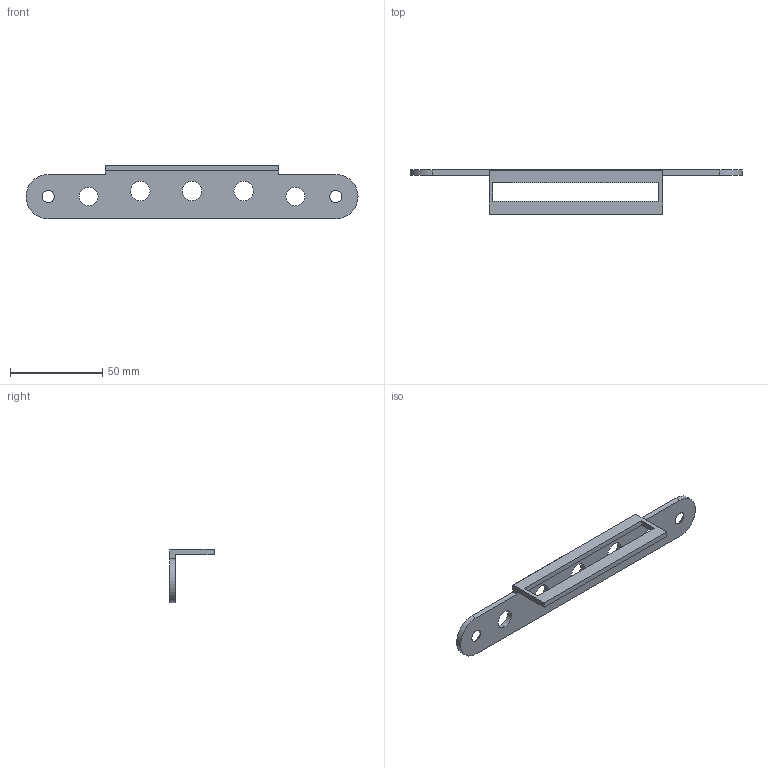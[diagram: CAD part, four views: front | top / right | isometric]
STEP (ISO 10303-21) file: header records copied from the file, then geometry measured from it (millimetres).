
FILE_DESCRIPTION (( 'STEP AP214' ), '1' );
FILE_NAME ('OBX-3196-ee_D043-28538.STEP', '2023-05-30T10:15:34', ( '' ), ( '' ), 'SwSTEP 2.0', 'SolidWorks 2020', '' );
FILE_SCHEMA (( 'AUTOMOTIVE_DESIGN' ));
Length unit declared in the file: millimetre
Products named in the file (1): OBX-3196-ee_D043-28538
Bounding box: 180 x 24 x 29 mm (x, y, z)
Volume: 15522.9 mm3; surface area: 12963 mm2
Topology: 1 solids, 1 shells, 35 faces, 95 edges, 62 vertices
Faces by surface type: cylinder 16, plane 15, cone 4
Entity records: 1179 total; most frequent: DIRECTION 203, CARTESIAN_POINT 193, ORIENTED_EDGE 190, EDGE_CURVE 95, AXIS2_PLACEMENT_3D 72, VERTEX_POINT 62, LINE 59, VECTOR 59
